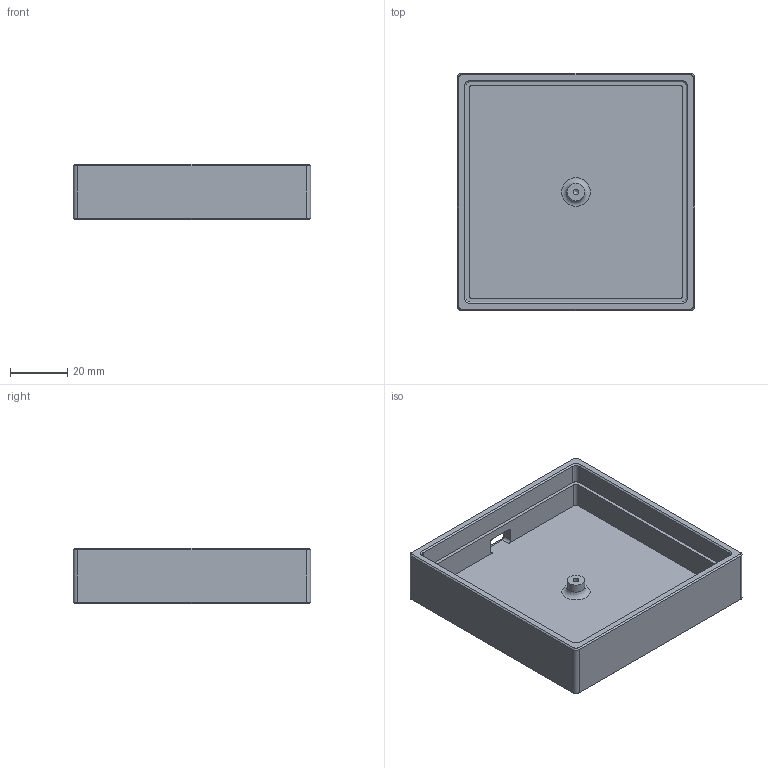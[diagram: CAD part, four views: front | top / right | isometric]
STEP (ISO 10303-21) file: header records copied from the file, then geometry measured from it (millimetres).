
FILE_DESCRIPTION(/* description */ (''),/* implementation_level */ '2;1');
FILE_NAME(/* name */ 'Roadkit v5.step',/* time_stamp */ '2019-03-12T20:24:54+07:00',/* author */ ('vanduH2D6T'),/* organization */ (''),/* preprocessor_version */ 'ST-DEVELOPER v17.2',/* originating_system */ 'Autodesk Translation Framework v7.6.0.251',/* authorisation */ '');
FILE_SCHEMA (('AUTOMOTIVE_DESIGN { 1 0 10303 214 3 1 1 }'));
Length unit declared in the file: millimetre
Products named in the file (1): Roadkit
Bounding box: 83 x 83 x 19.5 mm (x, y, z)
Volume: 39539.6 mm3; surface area: 24972.3 mm2
Topology: 1 solids, 1 shells, 72 faces, 174 edges, 106 vertices
Faces by surface type: plane 32, cylinder 22, cone 13, torus 5
Full cylindrical faces by diameter (mm): 2.075 x1, 6 x1
Entity records: 2130 total; most frequent: DIRECTION 385, CARTESIAN_POINT 352, ORIENTED_EDGE 346, EDGE_CURVE 173, AXIS2_PLACEMENT_3D 139, LINE 107, VECTOR 107, VERTEX_POINT 106
